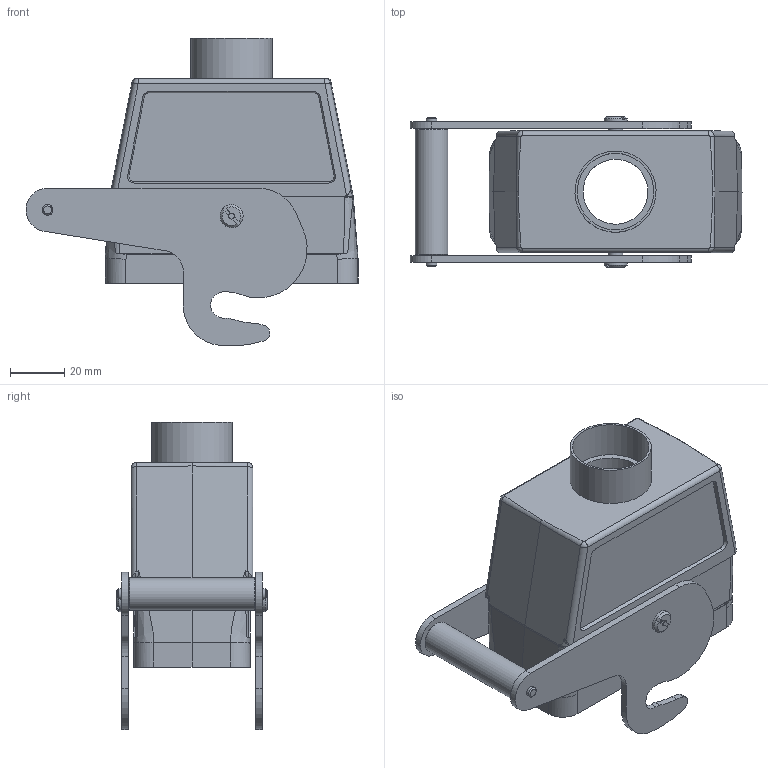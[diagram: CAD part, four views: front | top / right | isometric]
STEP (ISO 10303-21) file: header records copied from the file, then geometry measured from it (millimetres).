
FILE_DESCRIPTION(/* description */ (''),/* implementation_level */ '2;1');
FILE_NAME(/* name */ '100095204ugm000_b.stp',/* time_stamp */ '2019-08-05T08:46:42+02:00',/* author */ (''),/* organization */ (''),/* preprocessor_version */ 'ST-DEVELOPER v16.7',/* originating_system */ 'SIEMENS PLM Software NX 12.0',/* authorisation */ '');
FILE_SCHEMA (('AUTOMOTIVE_DESIGN { 1 0 10303 214 3 1 1 1 }'));
Length unit declared in the file: millimetre
Products named in the file (1): 100095204ugm000_b
Bounding box: 122.72 x 55.8 x 113.8 mm (x, y, z)
Volume: 104877.8 mm3; surface area: 61475.4 mm2
Topology: 2 solids, 2 shells, 433 faces, 1126 edges, 722 vertices
Faces by surface type: plane 210, cylinder 96, bspline 69, cone 48, sphere 6, torus 4
Full cylindrical faces by diameter (mm): 2.2 x2, 3 x4, 3.95 x2, 4 x2, 5.37 x2, 8.5 x2, 12 x1, 24 x1, 28.3 x2, 30 x1
Entity records: 24971 total; most frequent: CARTESIAN_POINT 13738, ORIENTED_EDGE 2108, DIRECTION 1883, EDGE_CURVE 1054, VERTEX_POINT 702, AXIS2_PLACEMENT_3D 672, LINE 539, VECTOR 539
